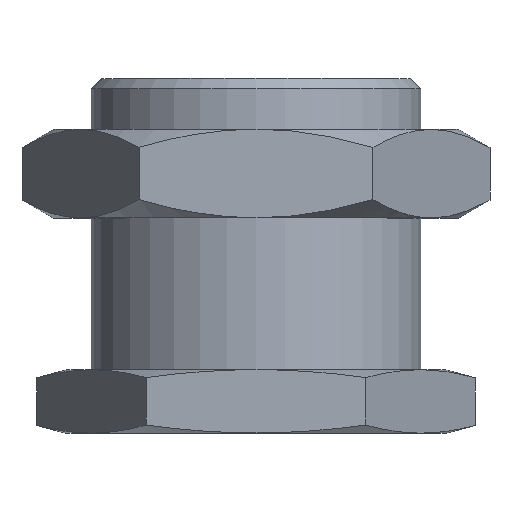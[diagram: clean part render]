
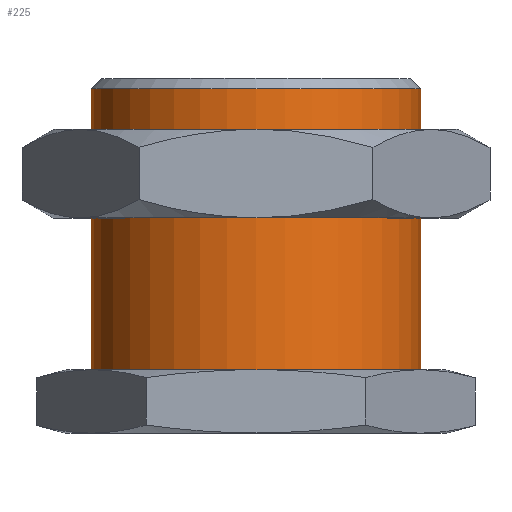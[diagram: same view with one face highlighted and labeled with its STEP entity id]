
A CAD part, top view. The second image highlights one B-rep face of the part: STEP entity #225.
In plain terms, the highlighted cylindrical face has radius 13 mm (diameter 26 mm), a partial arc.
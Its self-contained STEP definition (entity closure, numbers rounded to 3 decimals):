
#225=ADVANCED_FACE('',(#469),#470,.T.);
#469=FACE_OUTER_BOUND('',#731,.T.);
#470=CYLINDRICAL_SURFACE('',#732,13.0);
#731=EDGE_LOOP('',(#1260,#1261,#1262,#1263));
#732=AXIS2_PLACEMENT_3D('',#1264,#1265,#1266);
#1260=ORIENTED_EDGE('',*,*,#1675,.F.);
#1261=ORIENTED_EDGE('',*,*,#1676,.T.);
#1262=ORIENTED_EDGE('',*,*,#1677,.F.);
#1263=ORIENTED_EDGE('',*,*,#1678,.F.);
#1264=CARTESIAN_POINT('',(0.0,3.85,0.0));
#1265=DIRECTION('',(-0.0,-1.0,0.0));
#1266=DIRECTION('',(-1.0,0.0,0.0));
#1675=EDGE_CURVE('',#2018,#1961,#2019,.T.);
#1676=EDGE_CURVE('',#2018,#2020,#2021,.T.);
#1677=EDGE_CURVE('',#1959,#2020,#2022,.T.);
#1678=EDGE_CURVE('',#1961,#1959,#2023,.T.);
#1959=VERTEX_POINT('',#2711);
#1961=VERTEX_POINT('',#2714);
#2018=VERTEX_POINT('',#2829);
#2019=LINE('',#2830,#2831);
#2020=VERTEX_POINT('',#2832);
#2021=CIRCLE('',#2833,13.0);
#2022=LINE('',#2834,#2835);
#2023=CIRCLE('',#2836,13.0);
#2711=CARTESIAN_POINT('',(13.0,27.188,0.0));
#2714=CARTESIAN_POINT('',(-13.0,27.188,0.));
#2829=CARTESIAN_POINT('',(-13.0,5.0,0.));
#2830=CARTESIAN_POINT('',(-13.0,16.094,0.));
#2831=VECTOR('',#3116,1.0);
#2832=CARTESIAN_POINT('',(13.0,5.0,0.0));
#2833=AXIS2_PLACEMENT_3D('',#3117,#3118,#3119);
#2834=CARTESIAN_POINT('',(13.0,16.094,0.));
#2835=VECTOR('',#3120,1.0);
#2836=AXIS2_PLACEMENT_3D('',#3121,#3122,#3123);
#3116=DIRECTION('',(-0.0,1.0,-0.0));
#3117=CARTESIAN_POINT('',(0.0,5.0,0.0));
#3118=DIRECTION('',(-0.0,1.0,0.0));
#3119=DIRECTION('',(1.0,0.0,0.0));
#3120=DIRECTION('',(-0.0,-1.0,0.0));
#3121=CARTESIAN_POINT('',(0.0,27.188,0.0));
#3122=DIRECTION('',(-0.0,1.0,0.0));
#3123=DIRECTION('',(1.0,0.0,0.0));
